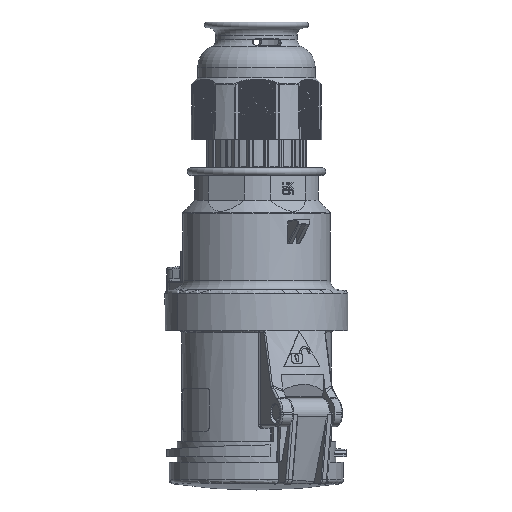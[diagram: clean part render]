
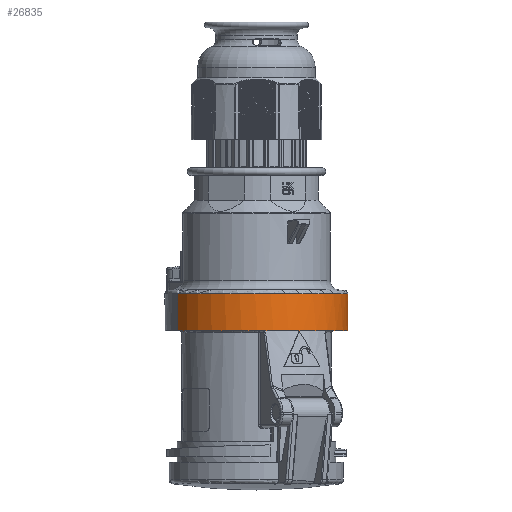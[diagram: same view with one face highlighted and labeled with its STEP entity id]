
A CAD part, top view. The second image highlights one B-rep face of the part: STEP entity #26835.
In plain terms, the highlighted cylindrical face has radius 48.25 mm (diameter 96.5 mm), a partial arc.
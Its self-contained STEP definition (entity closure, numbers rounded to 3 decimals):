
#2400=FACE_OUTER_BOUND('',#3841,.T.);
#3841=EDGE_LOOP('',(#21402,#21403,#21404,#21405));
#5112=B_SPLINE_CURVE_WITH_KNOTS('',3,(#51464,#51465,#51466,#51467,#51468,
#51469,#51470,#51471,#51472,#51473,#51474,#51475,#51476,#51477,#51478,#51479,
#51480,#51481,#51482,#51483,#51484,#51485,#51486,#51487,#51488,#51489,#51490,
#51491,#51492,#51493,#51494,#51495,#51496,#51497,#51498,#51499,#51500,#51501,
#51502,#51503,#51504,#51505,#51506,#51507,#51508,#51509,#51510,#51511,#51512,
#51513),.UNSPECIFIED.,.F.,.F.,(4,1,1,1,1,1,1,1,1,1,1,1,1,1,1,1,1,1,1,1,
1,1,1,1,1,1,1,1,1,1,1,1,1,1,1,1,1,1,1,1,1,1,1,1,1,1,1,4),(0.,
0.067,0.133,0.167,0.233,
0.267,0.333,0.367,0.433,
0.467,0.533,0.567,0.633,
0.667,0.733,0.767,0.833,
0.867,0.933,0.967,1.033,
1.067,1.133,1.167,1.233,1.267,
1.333,1.367,1.433,1.467,1.533,
1.567,1.633,1.667,1.733,1.767,
1.833,1.867,1.933,1.967,2.033,
2.067,2.133,2.167,2.233,2.267,
2.353,2.46),.UNSPECIFIED.);
#5927=CIRCLE('',#28642,48.25);
#5928=CIRCLE('',#28643,48.25);
#6267=LINE('',#35467,#8046);
#8046=VECTOR('',#29502,48.25);
#9825=VERTEX_POINT('',#35465);
#9826=VERTEX_POINT('',#35466);
#9828=VERTEX_POINT('',#35470);
#11585=VERTEX_POINT('',#51055);
#12425=EDGE_CURVE('',#9825,#9826,#6267,.T.);
#15022=EDGE_CURVE('',#9828,#11585,#5112,.T.);
#15023=EDGE_CURVE('',#9826,#9828,#5927,.T.);
#15024=EDGE_CURVE('',#9825,#11585,#5928,.T.);
#21402=ORIENTED_EDGE('',*,*,#12425,.T.);
#21403=ORIENTED_EDGE('',*,*,#15023,.T.);
#21404=ORIENTED_EDGE('',*,*,#15022,.T.);
#21405=ORIENTED_EDGE('',*,*,#15024,.F.);
#24385=CYLINDRICAL_SURFACE('',#28641,48.25);
#26835=ADVANCED_FACE('',(#2400),#24385,.T.);
#28641=AXIS2_PLACEMENT_3D('',#51514,#33116,#33117);
#28642=AXIS2_PLACEMENT_3D('',#51515,#33118,#33119);
#28643=AXIS2_PLACEMENT_3D('',#51516,#33120,#33121);
#29502=DIRECTION('',(0.,-1.,0.));
#33116=DIRECTION('center_axis',(0.,1.,0.));
#33117=DIRECTION('ref_axis',(0.86,0.,-0.509));
#33118=DIRECTION('center_axis',(0.,1.,0.));
#33119=DIRECTION('ref_axis',(-0.49,0.,0.871));
#33120=DIRECTION('center_axis',(0.,1.,0.));
#33121=DIRECTION('ref_axis',(0.86,0.,-0.509));
#35465=CARTESIAN_POINT('',(-41.519,9.5,24.582));
#35466=CARTESIAN_POINT('',(-41.519,-10.,24.582));
#35467=CARTESIAN_POINT('',(-41.519,0.25,24.582));
#35470=CARTESIAN_POINT('',(-45.559,-10.,-15.889));
#51055=CARTESIAN_POINT('',(-38.515,9.5,-29.063));
#51464=CARTESIAN_POINT('Ctrl Pts',(-45.559,-10.,
-15.889));
#51465=CARTESIAN_POINT('Ctrl Pts',(-45.514,-9.824,
-16.016));
#51466=CARTESIAN_POINT('Ctrl Pts',(-45.424,-9.472,
-16.272));
#51467=CARTESIAN_POINT('Ctrl Pts',(-45.308,-9.031,
-16.59));
#51468=CARTESIAN_POINT('Ctrl Pts',(-45.191,-8.591,
-16.908));
#51469=CARTESIAN_POINT('Ctrl Pts',(-45.095,-8.239,-17.162));
#51470=CARTESIAN_POINT('Ctrl Pts',(-44.974,-7.798,
-17.478));
#51471=CARTESIAN_POINT('Ctrl Pts',(-44.875,-7.446,
-17.73));
#51472=CARTESIAN_POINT('Ctrl Pts',(-44.749,-7.006,
-18.045));
#51473=CARTESIAN_POINT('Ctrl Pts',(-44.647,-6.653,
-18.296));
#51474=CARTESIAN_POINT('Ctrl Pts',(-44.518,-6.213,
-18.609));
#51475=CARTESIAN_POINT('Ctrl Pts',(-44.412,-5.861,
-18.858));
#51476=CARTESIAN_POINT('Ctrl Pts',(-44.279,-5.42,-19.17));
#51477=CARTESIAN_POINT('Ctrl Pts',(-44.17,-5.068,
-19.418));
#51478=CARTESIAN_POINT('Ctrl Pts',(-44.033,-4.628,
-19.728));
#51479=CARTESIAN_POINT('Ctrl Pts',(-43.922,-4.275,-19.975));
#51480=CARTESIAN_POINT('Ctrl Pts',(-43.78,-3.835,
-20.283));
#51481=CARTESIAN_POINT('Ctrl Pts',(-43.666,-3.483,
-20.528));
#51482=CARTESIAN_POINT('Ctrl Pts',(-43.521,-3.043,
-20.834));
#51483=CARTESIAN_POINT('Ctrl Pts',(-43.403,-2.69,-21.078));
#51484=CARTESIAN_POINT('Ctrl Pts',(-43.254,-2.25,
-21.382));
#51485=CARTESIAN_POINT('Ctrl Pts',(-43.133,-1.898,
-21.625));
#51486=CARTESIAN_POINT('Ctrl Pts',(-42.98,-1.457,
-21.927));
#51487=CARTESIAN_POINT('Ctrl Pts',(-42.856,-1.105,
-22.168));
#51488=CARTESIAN_POINT('Ctrl Pts',(-42.7,-0.665,
-22.469));
#51489=CARTESIAN_POINT('Ctrl Pts',(-42.573,-0.312,
-22.708));
#51490=CARTESIAN_POINT('Ctrl Pts',(-42.412,0.128,
-23.006));
#51491=CARTESIAN_POINT('Ctrl Pts',(-42.282,0.48,
-23.244));
#51492=CARTESIAN_POINT('Ctrl Pts',(-42.118,0.921,
-23.54));
#51493=CARTESIAN_POINT('Ctrl Pts',(-41.985,1.273,-23.777));
#51494=CARTESIAN_POINT('Ctrl Pts',(-41.817,1.713,-24.071));
#51495=CARTESIAN_POINT('Ctrl Pts',(-41.682,2.065,-24.305));
#51496=CARTESIAN_POINT('Ctrl Pts',(-41.51,2.506,-24.597));
#51497=CARTESIAN_POINT('Ctrl Pts',(-41.371,2.858,-24.83));
#51498=CARTESIAN_POINT('Ctrl Pts',(-41.196,3.298,-25.12));
#51499=CARTESIAN_POINT('Ctrl Pts',(-41.054,3.651,-25.351));
#51500=CARTESIAN_POINT('Ctrl Pts',(-40.875,4.091,-25.638));
#51501=CARTESIAN_POINT('Ctrl Pts',(-40.73,4.443,-25.868));
#51502=CARTESIAN_POINT('Ctrl Pts',(-40.548,4.884,-26.153));
#51503=CARTESIAN_POINT('Ctrl Pts',(-40.4,5.236,-26.38));
#51504=CARTESIAN_POINT('Ctrl Pts',(-40.214,5.676,-26.663));
#51505=CARTESIAN_POINT('Ctrl Pts',(-40.064,6.029,-26.889));
#51506=CARTESIAN_POINT('Ctrl Pts',(-39.874,6.469,-27.169));
#51507=CARTESIAN_POINT('Ctrl Pts',(-39.721,6.821,-27.393));
#51508=CARTESIAN_POINT('Ctrl Pts',(-39.527,7.262,-27.671));
#51509=CARTESIAN_POINT('Ctrl Pts',(-39.371,7.614,-27.892));
#51510=CARTESIAN_POINT('Ctrl Pts',(-39.151,8.107,-28.201));
#51511=CARTESIAN_POINT('Ctrl Pts',(-38.88,8.707,-28.574));
#51512=CARTESIAN_POINT('Ctrl Pts',(-38.646,9.218,-28.89));
#51513=CARTESIAN_POINT('Ctrl Pts',(-38.515,9.5,-29.063));
#51514=CARTESIAN_POINT('Origin',(0.,0.25,
0.));
#51515=CARTESIAN_POINT('Origin',(0.,-10.,0.));
#51516=CARTESIAN_POINT('Origin',(0.,9.5,
0.));
